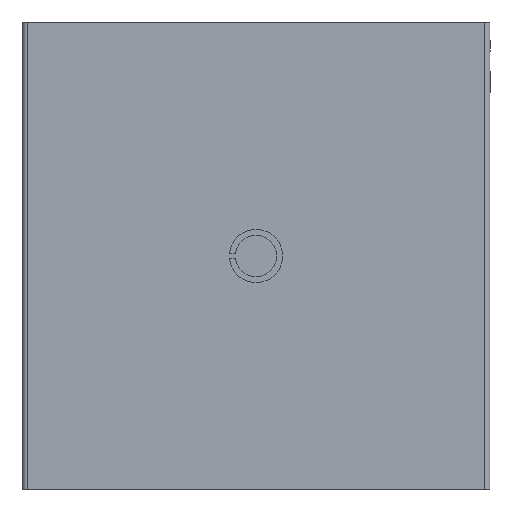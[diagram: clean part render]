
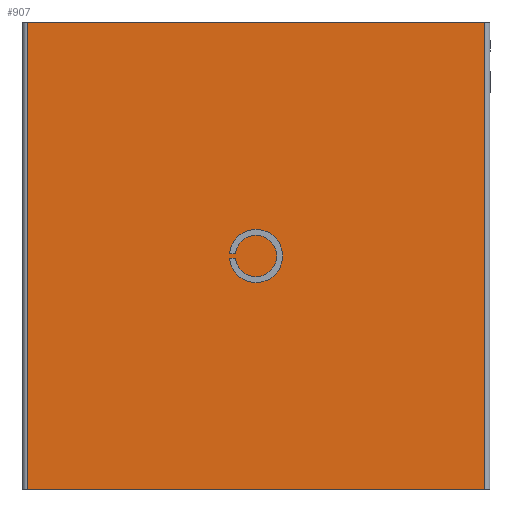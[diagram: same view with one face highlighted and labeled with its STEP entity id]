
A CAD part, front view. The second image highlights one B-rep face of the part: STEP entity #907.
In plain terms, the highlighted planar face has unit normal (0, -1, 0).
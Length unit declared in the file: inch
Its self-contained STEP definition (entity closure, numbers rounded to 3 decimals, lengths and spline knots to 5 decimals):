
#16 = VERTEX_POINT ( 'NONE', #560 ) ;
#28 = CARTESIAN_POINT ( 'NONE',  ( 4.95, 0., 4.95 ) ) ;
#47 = CARTESIAN_POINT ( 'NONE',  ( -4.95, 0., 0.05 ) ) ;
#54 = ORIENTED_EDGE ( 'NONE', *, *, #519, .T. ) ;
#55 = LINE ( 'NONE', #72, #524 ) ;
#72 = CARTESIAN_POINT ( 'NONE',  ( -4.842, 0., -4.95 ) ) ;
#90 = VERTEX_POINT ( 'NONE', #422 ) ;
#104 = CIRCLE ( 'NONE', #190, 0.4375 ) ;
#120 = AXIS2_PLACEMENT_3D ( 'NONE', #930, #369, #534 ) ;
#123 = VERTEX_POINT ( 'NONE', #503 ) ;
#154 = CIRCLE ( 'NONE', #726, 0.5625 ) ;
#187 = VERTEX_POINT ( 'NONE', #518 ) ;
#190 = AXIS2_PLACEMENT_3D ( 'NONE', #746, #570, #340 ) ;
#195 = CARTESIAN_POINT ( 'NONE',  ( 0., 0., 0. ) ) ;
#211 = EDGE_CURVE ( 'NONE', #532, #597, #938, .T. ) ;
#224 = EDGE_CURVE ( 'NONE', #597, #123, #1037, .T. ) ;
#231 = EDGE_CURVE ( 'NONE', #626, #790, #382, .T. ) ;
#232 = CARTESIAN_POINT ( 'NONE',  ( 0., 0., -0.4375 ) ) ;
#242 = DIRECTION ( 'NONE',  ( 1., 0., 0. ) ) ;
#274 = CARTESIAN_POINT ( 'NONE',  ( -0.43463, 0., 0.05 ) ) ;
#276 = DIRECTION ( 'NONE',  ( 1., 0., 0. ) ) ;
#277 = EDGE_CURVE ( 'NONE', #90, #1045, #384, .T. ) ;
#281 = CARTESIAN_POINT ( 'NONE',  ( -4.95, 0., -4.95 ) ) ;
#289 = ORIENTED_EDGE ( 'NONE', *, *, #277, .T. ) ;
#300 = DIRECTION ( 'NONE',  ( 0., 0., -1. ) ) ;
#321 = ORIENTED_EDGE ( 'NONE', *, *, #231, .T. ) ;
#322 = CARTESIAN_POINT ( 'NONE',  ( -4.95, 0., -4.95 ) ) ;
#326 = CARTESIAN_POINT ( 'NONE',  ( 0., 0., 0.4375 ) ) ;
#328 = CIRCLE ( 'NONE', #932, 0.5625 ) ;
#340 = DIRECTION ( 'NONE',  ( 0., 0., 1. ) ) ;
#353 = ORIENTED_EDGE ( 'NONE', *, *, #363, .T. ) ;
#363 = EDGE_CURVE ( 'NONE', #433, #626, #759, .T. ) ;
#369 = DIRECTION ( 'NONE',  ( 0., 1., 0. ) ) ;
#380 = VERTEX_POINT ( 'NONE', #571 ) ;
#382 = CIRCLE ( 'NONE', #989, 0.4375 ) ;
#384 = CIRCLE ( 'NONE', #120, 0.5625 ) ;
#390 = CARTESIAN_POINT ( 'NONE',  ( 0., 0., 0. ) ) ;
#402 = AXIS2_PLACEMENT_3D ( 'NONE', #322, #724, #979 ) ;
#404 = LINE ( 'NONE', #47, #991 ) ;
#419 = DIRECTION ( 'NONE',  ( 0., 0., 1. ) ) ;
#422 = CARTESIAN_POINT ( 'NONE',  ( 0., 0., -0.5625 ) ) ;
#433 = VERTEX_POINT ( 'NONE', #232 ) ;
#435 = VECTOR ( 'NONE', #276, 39.37008 ) ;
#471 = AXIS2_PLACEMENT_3D ( 'NONE', #983, #967, #1048 ) ;
#503 = CARTESIAN_POINT ( 'NONE',  ( 4.842, 0., -4.95 ) ) ;
#505 = VECTOR ( 'NONE', #611, 39.37008 ) ;
#507 = DIRECTION ( 'NONE',  ( 0., 1., 0. ) ) ;
#518 = CARTESIAN_POINT ( 'NONE',  ( -0.43463, 0., -0.05 ) ) ;
#519 = EDGE_CURVE ( 'NONE', #562, #90, #154, .T. ) ;
#521 = ORIENTED_EDGE ( 'NONE', *, *, #874, .T. ) ;
#524 = VECTOR ( 'NONE', #300, 39.37008 ) ;
#532 = VERTEX_POINT ( 'NONE', #756 ) ;
#534 = DIRECTION ( 'NONE',  ( 0., 0., 1. ) ) ;
#539 = VECTOR ( 'NONE', #242, 39.37008 ) ;
#560 = CARTESIAN_POINT ( 'NONE',  ( -4.842, 0., -4.95 ) ) ;
#562 = VERTEX_POINT ( 'NONE', #747 ) ;
#570 = DIRECTION ( 'NONE',  ( 0., -1., 0. ) ) ;
#571 = CARTESIAN_POINT ( 'NONE',  ( -0.56027, 0., 0.05 ) ) ;
#597 = VERTEX_POINT ( 'NONE', #666 ) ;
#605 = CARTESIAN_POINT ( 'NONE',  ( 4.842, 0., -4.95 ) ) ;
#607 = ORIENTED_EDGE ( 'NONE', *, *, #739, .F. ) ;
#611 = DIRECTION ( 'NONE',  ( -1., 0., 0. ) ) ;
#617 = DIRECTION ( 'NONE',  ( 0., 0., 1. ) ) ;
#626 = VERTEX_POINT ( 'NONE', #326 ) ;
#629 = EDGE_CURVE ( 'NONE', #1045, #187, #657, .T. ) ;
#634 = DIRECTION ( 'NONE',  ( 0., 0., 1. ) ) ;
#646 = PLANE ( 'NONE',  #402 ) ;
#651 = CARTESIAN_POINT ( 'NONE',  ( -4.95, 0., -0.05 ) ) ;
#656 = CARTESIAN_POINT ( 'NONE',  ( -0.56027, 0., -0.05 ) ) ;
#657 = LINE ( 'NONE', #651, #539 ) ;
#666 = CARTESIAN_POINT ( 'NONE',  ( 4.842, 0., 4.95 ) ) ;
#689 = ORIENTED_EDGE ( 'NONE', *, *, #985, .T. ) ;
#717 = DIRECTION ( 'NONE',  ( 0., 1., 0. ) ) ;
#724 = DIRECTION ( 'NONE',  ( 0., -1., 0. ) ) ;
#726 = AXIS2_PLACEMENT_3D ( 'NONE', #390, #717, #634 ) ;
#739 = EDGE_CURVE ( 'NONE', #123, #16, #956, .T. ) ;
#746 = CARTESIAN_POINT ( 'NONE',  ( 0., 0., 0. ) ) ;
#747 = CARTESIAN_POINT ( 'NONE',  ( 0., 0., 0.5625 ) ) ;
#756 = CARTESIAN_POINT ( 'NONE',  ( -4.842, 0., 4.95 ) ) ;
#759 = CIRCLE ( 'NONE', #471, 0.4375 ) ;
#770 = EDGE_LOOP ( 'NONE', ( #607, #1061, #858, #1035 ) ) ;
#790 = VERTEX_POINT ( 'NONE', #274 ) ;
#825 = CARTESIAN_POINT ( 'NONE',  ( 0., 0., 0. ) ) ;
#846 = VECTOR ( 'NONE', #1016, 39.37008 ) ;
#856 = EDGE_CURVE ( 'NONE', #532, #16, #55, .T. ) ;
#858 = ORIENTED_EDGE ( 'NONE', *, *, #211, .F. ) ;
#862 = DIRECTION ( 'NONE',  ( 0., -1., 0. ) ) ;
#872 = DIRECTION ( 'NONE',  ( -1., 0., 0. ) ) ;
#874 = EDGE_CURVE ( 'NONE', #790, #380, #404, .T. ) ;
#877 = EDGE_LOOP ( 'NONE', ( #689, #54, #289, #1077, #958, #353, #321, #521 ) ) ;
#907 = ADVANCED_FACE ( 'NONE', ( #960, #1062 ), #646, .T. ) ;
#930 = CARTESIAN_POINT ( 'NONE',  ( 0., 0., 0. ) ) ;
#932 = AXIS2_PLACEMENT_3D ( 'NONE', #825, #507, #419 ) ;
#938 = LINE ( 'NONE', #28, #435 ) ;
#947 = EDGE_CURVE ( 'NONE', #187, #433, #104, .T. ) ;
#956 = LINE ( 'NONE', #281, #505 ) ;
#958 = ORIENTED_EDGE ( 'NONE', *, *, #947, .T. ) ;
#960 = FACE_OUTER_BOUND ( 'NONE', #770, .T. ) ;
#967 = DIRECTION ( 'NONE',  ( 0., -1., 0. ) ) ;
#979 = DIRECTION ( 'NONE',  ( 0., 0., -1. ) ) ;
#983 = CARTESIAN_POINT ( 'NONE',  ( 0., 0., 0. ) ) ;
#985 = EDGE_CURVE ( 'NONE', #380, #562, #328, .T. ) ;
#989 = AXIS2_PLACEMENT_3D ( 'NONE', #195, #862, #617 ) ;
#991 = VECTOR ( 'NONE', #872, 39.37008 ) ;
#1016 = DIRECTION ( 'NONE',  ( 0., 0., -1. ) ) ;
#1035 = ORIENTED_EDGE ( 'NONE', *, *, #856, .T. ) ;
#1037 = LINE ( 'NONE', #605, #846 ) ;
#1045 = VERTEX_POINT ( 'NONE', #656 ) ;
#1048 = DIRECTION ( 'NONE',  ( 0., 0., 1. ) ) ;
#1061 = ORIENTED_EDGE ( 'NONE', *, *, #224, .F. ) ;
#1062 = FACE_BOUND ( 'NONE', #877, .T. ) ;
#1077 = ORIENTED_EDGE ( 'NONE', *, *, #629, .T. ) ;
